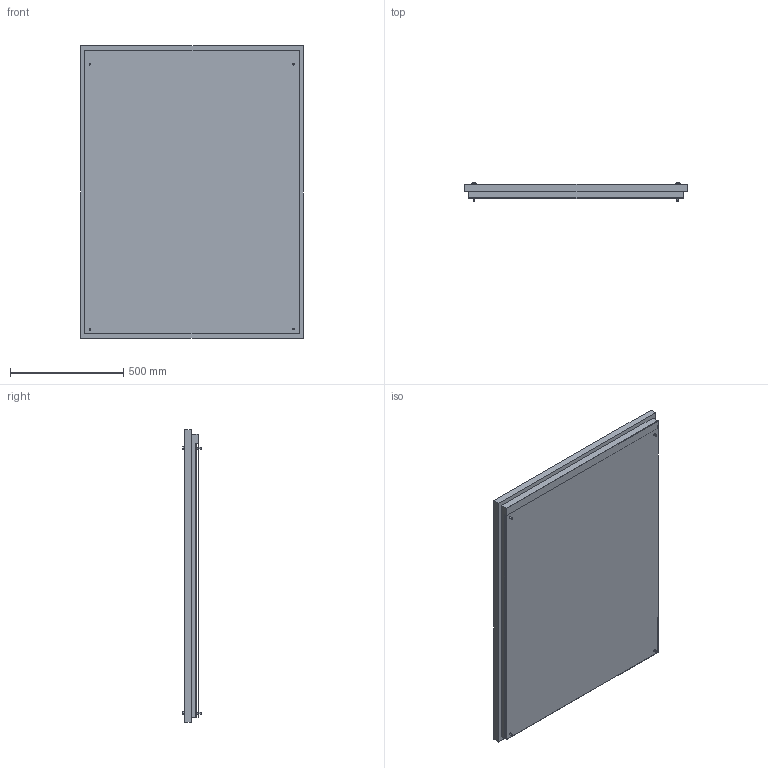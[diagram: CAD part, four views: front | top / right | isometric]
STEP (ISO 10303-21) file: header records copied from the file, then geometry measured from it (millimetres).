
FILE_DESCRIPTION(/* description */ (''),/* implementation_level */ '2;1');
FILE_NAME(/* name */ 'Fluist.step',/* time_stamp */ '2023-11-17T08:49:59+01:00',/* author */ (''),/* organization */ (''),/* preprocessor_version */ 'ST-DEVELOPER v20',/* originating_system */ 'Autodesk Translation Framework v12.14.0.127',/* authorisation */ '');
FILE_SCHEMA (('AUTOMOTIVE_DESIGN { 1 0 10303 214 3 1 1 }'));
Length unit declared in the file: millimetre
Products named in the file (3): FrameAddOn; FensterRekonstruktion; Screws
Assembly tree (5 placements, depth 2):
  FrameAddOn
    FensterRekonstruktion
    Screws  x4
Bounding box: 981 x 80.3 x 1289 mm (x, y, z)
Volume: 22723894.3 mm3; surface area: 8121098.6 mm2
Topology: 14 solids, 14 shells, 174 faces, 386 edges, 244 vertices
Faces by surface type: plane 138, cylinder 28, torus 8
Full cylindrical faces by diameter (mm): 7.866 x4, 8 x16, 10 x4, 25 x4
Entity records: 2885 total; most frequent: DIRECTION 466, CARTESIAN_POINT 462, ORIENTED_EDGE 436, EDGE_CURVE 218, LINE 174, VECTOR 174, AXIS2_PLACEMENT_3D 146, VERTEX_POINT 142
